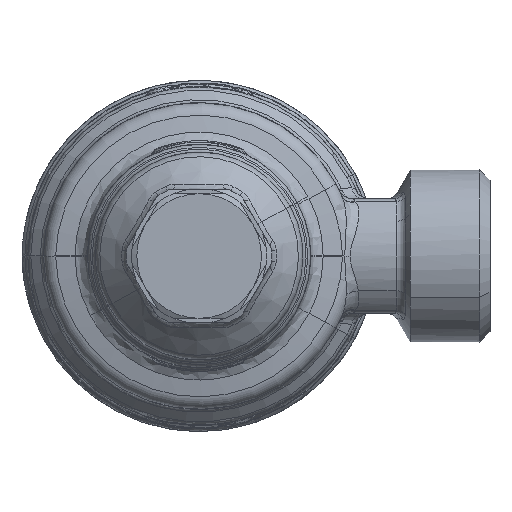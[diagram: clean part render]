
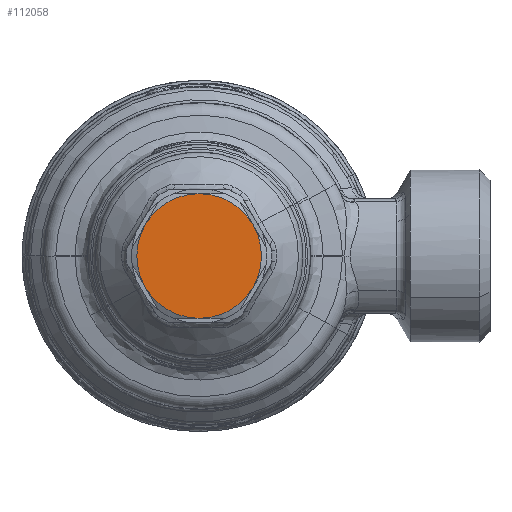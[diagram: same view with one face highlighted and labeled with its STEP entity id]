
A CAD part, left-side view. The second image highlights one B-rep face of the part: STEP entity #112058.
In plain terms, the highlighted planar face has unit normal (-1, 0, 0).
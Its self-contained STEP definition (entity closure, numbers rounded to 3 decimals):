
#111987=CARTESIAN_POINT('Axis2P3D Location',(-50.4,0.,0.)) ;
#111992=CARTESIAN_POINT('Axis2P3D Location',(-50.4,0.,0.)) ;
#111996=CARTESIAN_POINT('Vertex',(-50.4,0.,-6.)) ;
#111998=CARTESIAN_POINT('Vertex',(-50.4,-5.196,-3.)) ;
#112001=CARTESIAN_POINT('Axis2P3D Location',(-50.4,0.,0.)) ;
#112005=CARTESIAN_POINT('Vertex',(-50.4,-5.265,2.877)) ;
#112008=CARTESIAN_POINT('Axis2P3D Location',(-50.4,0.,0.)) ;
#112012=CARTESIAN_POINT('Vertex',(-50.4,-5.196,3.)) ;
#112015=CARTESIAN_POINT('Axis2P3D Location',(-50.4,0.,0.)) ;
#112019=CARTESIAN_POINT('Vertex',(-50.4,0.,6.)) ;
#112022=CARTESIAN_POINT('Axis2P3D Location',(-50.4,0.,0.)) ;
#112026=CARTESIAN_POINT('Vertex',(-50.4,5.196,3.)) ;
#112029=CARTESIAN_POINT('Axis2P3D Location',(-50.4,0.,0.)) ;
#112033=CARTESIAN_POINT('Vertex',(-50.4,5.265,-2.877)) ;
#112036=CARTESIAN_POINT('Axis2P3D Location',(-50.4,0.,0.)) ;
#112040=CARTESIAN_POINT('Vertex',(-50.4,5.196,-3.)) ;
#112043=CARTESIAN_POINT('Axis2P3D Location',(-50.4,0.,0.)) ;
#111988=DIRECTION('Axis2P3D Direction',(-1.,0.,0.)) ;
#111989=DIRECTION('Axis2P3D XDirection',(0.,0.,1.)) ;
#111993=DIRECTION('Axis2P3D Direction',(-1.,0.,0.)) ;
#112002=DIRECTION('Axis2P3D Direction',(-1.,0.,0.)) ;
#112009=DIRECTION('Axis2P3D Direction',(-1.,0.,0.)) ;
#112016=DIRECTION('Axis2P3D Direction',(-1.,0.,0.)) ;
#112023=DIRECTION('Axis2P3D Direction',(-1.,0.,0.)) ;
#112030=DIRECTION('Axis2P3D Direction',(-1.,0.,0.)) ;
#112037=DIRECTION('Axis2P3D Direction',(-1.,0.,0.)) ;
#112044=DIRECTION('Axis2P3D Direction',(-1.,0.,0.)) ;
#111990=AXIS2_PLACEMENT_3D('Plane Axis2P3D',#111987,#111988,#111989) ;
#111994=AXIS2_PLACEMENT_3D('Circle Axis2P3D',#111992,#111993,$) ;
#112003=AXIS2_PLACEMENT_3D('Circle Axis2P3D',#112001,#112002,$) ;
#112010=AXIS2_PLACEMENT_3D('Circle Axis2P3D',#112008,#112009,$) ;
#112017=AXIS2_PLACEMENT_3D('Circle Axis2P3D',#112015,#112016,$) ;
#112024=AXIS2_PLACEMENT_3D('Circle Axis2P3D',#112022,#112023,$) ;
#112031=AXIS2_PLACEMENT_3D('Circle Axis2P3D',#112029,#112030,$) ;
#112038=AXIS2_PLACEMENT_3D('Circle Axis2P3D',#112036,#112037,$) ;
#112045=AXIS2_PLACEMENT_3D('Circle Axis2P3D',#112043,#112044,$) ;
#112049=ORIENTED_EDGE('',*,*,#112000,.T.) ;
#112050=ORIENTED_EDGE('',*,*,#112007,.T.) ;
#112051=ORIENTED_EDGE('',*,*,#112014,.T.) ;
#112052=ORIENTED_EDGE('',*,*,#112021,.T.) ;
#112053=ORIENTED_EDGE('',*,*,#112028,.T.) ;
#112054=ORIENTED_EDGE('',*,*,#112035,.T.) ;
#112055=ORIENTED_EDGE('',*,*,#112042,.T.) ;
#112056=ORIENTED_EDGE('',*,*,#112047,.T.) ;
#112058=ADVANCED_FACE('PartBody',(#112057),#111991,.T.) ;
#111995=CIRCLE('generated circle',#111994,6.) ;
#112004=CIRCLE('generated circle',#112003,6.) ;
#112011=CIRCLE('generated circle',#112010,6.) ;
#112018=CIRCLE('generated circle',#112017,6.) ;
#112025=CIRCLE('generated circle',#112024,6.) ;
#112032=CIRCLE('generated circle',#112031,6.) ;
#112039=CIRCLE('generated circle',#112038,6.) ;
#112046=CIRCLE('generated circle',#112045,6.) ;
#112000=EDGE_CURVE('',#111997,#111999,#111995,.T.) ;
#112007=EDGE_CURVE('',#111999,#112006,#112004,.T.) ;
#112014=EDGE_CURVE('',#112006,#112013,#112011,.T.) ;
#112021=EDGE_CURVE('',#112013,#112020,#112018,.T.) ;
#112028=EDGE_CURVE('',#112020,#112027,#112025,.T.) ;
#112035=EDGE_CURVE('',#112027,#112034,#112032,.T.) ;
#112042=EDGE_CURVE('',#112034,#112041,#112039,.T.) ;
#112047=EDGE_CURVE('',#112041,#111997,#112046,.T.) ;
#112048=EDGE_LOOP('',(#112049,#112050,#112051,#112052,#112053,#112054,#112055,#112056)) ;
#112057=FACE_OUTER_BOUND('',#112048,.T.) ;
#111991=PLANE('',#111990) ;
#111997=VERTEX_POINT('',#111996) ;
#111999=VERTEX_POINT('',#111998) ;
#112006=VERTEX_POINT('',#112005) ;
#112013=VERTEX_POINT('',#112012) ;
#112020=VERTEX_POINT('',#112019) ;
#112027=VERTEX_POINT('',#112026) ;
#112034=VERTEX_POINT('',#112033) ;
#112041=VERTEX_POINT('',#112040) ;
